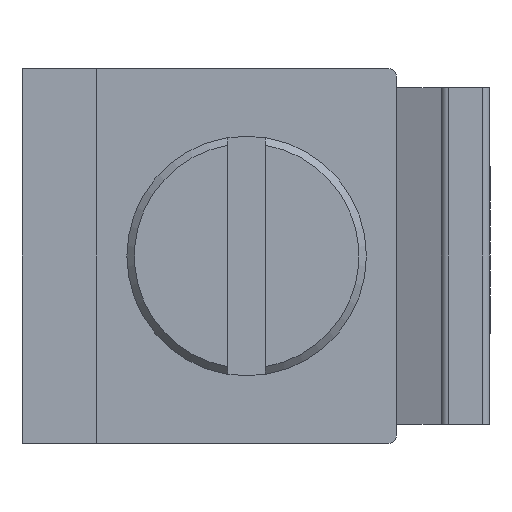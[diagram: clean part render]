
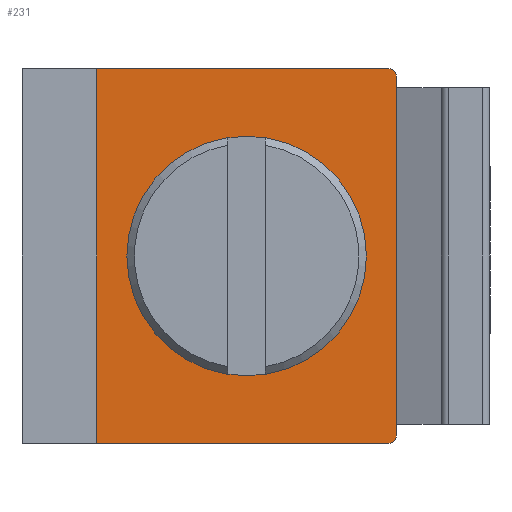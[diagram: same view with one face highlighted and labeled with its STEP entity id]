
A CAD part, left-side view. The second image highlights one B-rep face of the part: STEP entity #231.
In plain terms, the highlighted planar face has unit normal (-1, 0, 0).
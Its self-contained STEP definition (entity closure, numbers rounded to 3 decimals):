
#112=CARTESIAN_POINT('',(-16.0,9.8,0.0));
#113=VERTEX_POINT('',#112);
#114=CARTESIAN_POINT('',(-16.0,10.0,0.2));
#115=VERTEX_POINT('',#114);
#116=CARTESIAN_POINT('',(-16.,9.8,0.2));
#117=DIRECTION('',(1.,0.0,0.0));
#118=DIRECTION('',(0.0,0.707,-0.707));
#119=AXIS2_PLACEMENT_3D('',#116,#117,#118);
#120=CIRCLE('',#119,0.2);
#121=EDGE_CURVE('',#113,#115,#120,.T.);
#155=CARTESIAN_POINT('',(-16.0,10.0,9.8));
#156=VERTEX_POINT('',#155);
#157=CARTESIAN_POINT('',(-16.0,10.0,0.2));
#158=DIRECTION('',(0.0,0.0,1.0));
#159=VECTOR('',#158,9.6);
#160=LINE('',#157,#159);
#161=EDGE_CURVE('',#115,#156,#160,.T.);
#180=CARTESIAN_POINT('',(-16.,2.0,0.0));
#181=DIRECTION('',(-1.0,0.0,0.0));
#182=DIRECTION('',(0.0,0.0,1.0));
#183=AXIS2_PLACEMENT_3D('',#180,#181,#182);
#184=PLANE('',#183);
#185=ORIENTED_EDGE('',*,*,#121,.F.);
#186=CARTESIAN_POINT('',(-16.,2.0,0.0));
#187=VERTEX_POINT('',#186);
#188=CARTESIAN_POINT('',(-16.0,9.8,0.0));
#189=DIRECTION('',(0.0,-1.0,0.0));
#190=VECTOR('',#189,7.8);
#191=LINE('',#188,#190);
#192=EDGE_CURVE('',#113,#187,#191,.T.);
#193=ORIENTED_EDGE('',*,*,#192,.T.);
#194=CARTESIAN_POINT('',(-16.,2.0,10.0));
#195=VERTEX_POINT('',#194);
#196=CARTESIAN_POINT('',(-16.,2.0,0.0));
#197=DIRECTION('',(0.0,0.0,1.0));
#198=VECTOR('',#197,10.0);
#199=LINE('',#196,#198);
#200=EDGE_CURVE('',#187,#195,#199,.T.);
#201=ORIENTED_EDGE('',*,*,#200,.T.);
#202=CARTESIAN_POINT('',(-16.0,9.8,10.0));
#203=VERTEX_POINT('',#202);
#204=CARTESIAN_POINT('',(-16.,2.0,10.0));
#205=DIRECTION('',(0.0,1.0,0.0));
#206=VECTOR('',#205,7.8);
#207=LINE('',#204,#206);
#208=EDGE_CURVE('',#195,#203,#207,.T.);
#209=ORIENTED_EDGE('',*,*,#208,.T.);
#210=CARTESIAN_POINT('',(-16.,9.8,9.8));
#211=DIRECTION('',(1.,0.0,0.0));
#212=DIRECTION('',(0.0,0.707,0.707));
#213=AXIS2_PLACEMENT_3D('',#210,#211,#212);
#214=CIRCLE('',#213,0.2);
#215=EDGE_CURVE('',#156,#203,#214,.T.);
#216=ORIENTED_EDGE('',*,*,#215,.F.);
#217=ORIENTED_EDGE('',*,*,#161,.F.);
#218=EDGE_LOOP('',(#185,#193,#201,#209,#216,#217));
#219=FACE_OUTER_BOUND('',#218,.T.);
#220=CARTESIAN_POINT('',(-16.0,2.8,5.0));
#221=VERTEX_POINT('',#220);
#222=CARTESIAN_POINT('',(-16.0,6.,5.0));
#223=DIRECTION('',(1.0,0.0,0.0));
#224=DIRECTION('',(0.0,-1.0,0.0));
#225=AXIS2_PLACEMENT_3D('',#222,#223,#224);
#226=CIRCLE('',#225,3.2);
#227=EDGE_CURVE('',#221,#221,#226,.T.);
#228=ORIENTED_EDGE('',*,*,#227,.T.);
#229=EDGE_LOOP('',(#228));
#230=FACE_BOUND('',#229,.T.);
#231=ADVANCED_FACE('',(#219,#230),#184,.T.);
